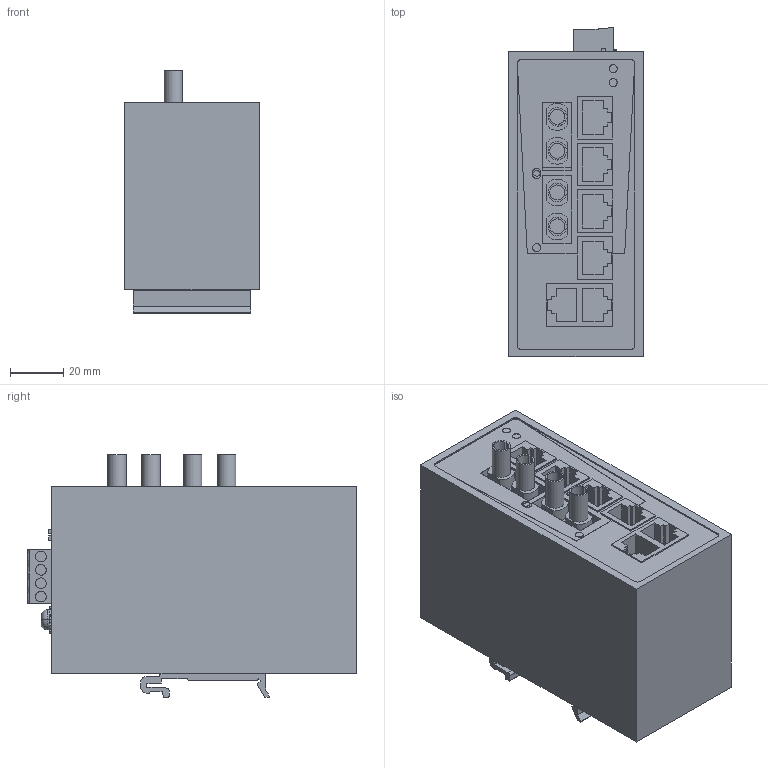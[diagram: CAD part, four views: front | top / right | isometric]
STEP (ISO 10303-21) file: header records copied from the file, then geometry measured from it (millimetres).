
FILE_DESCRIPTION(('CATIA V5 STEP Exchange','CAx-IF Rec.Pracs.--- Model Styling and Organization---1.4--- 2014-01-23'),'2;1');
FILE_NAME ('D1393984_1', '2019-10-16T12:47:42+00:00', ('none'), ('Weidmueller'), 'CATIA Version 5-6 Release 2016 SP3 HF44', 'CATIA V5 STEP AP214', 'none');
FILE_SCHEMA(('AUTOMOTIVE_DESIGN { 1 0 10303 214 1 1 1 1 }'));
Length unit declared in the file: millimetre
Products named in the file (1): 1240930000
Bounding box: 50.3 x 123.05 x 90.7 mm (x, y, z)
Volume: 400790.2 mm3; surface area: 64292.1 mm2
Topology: 23 solids, 23 shells, 554 faces, 1394 edges, 932 vertices
Faces by surface type: plane 413, cylinder 134, extrusion 5, torus 2
Entity records: 16645 total; most frequent: CARTESIAN_POINT 3162, ORIENTED_EDGE 2788, DIRECTION 2242, EDGE_CURVE 1394, VECTOR 1067, LINE 1062, VERTEX_POINT 932, AXIS2_PLACEMENT_3D 727
